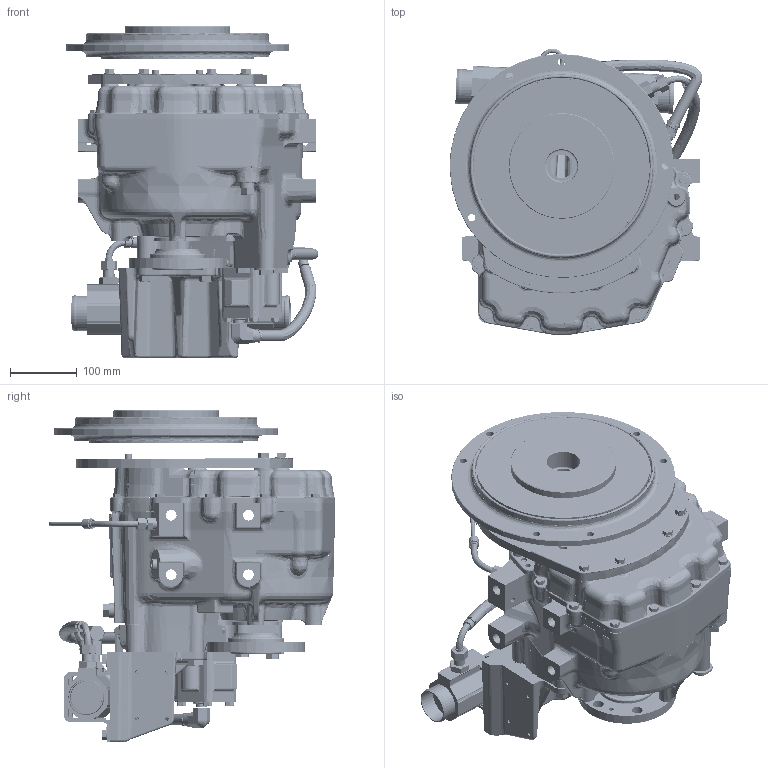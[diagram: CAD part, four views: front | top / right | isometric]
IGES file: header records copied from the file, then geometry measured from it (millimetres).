
Start section: SolidWorks IGES file using analytic representation for surfaces
Global section: file name: PX13021E.IGS; native system: SolidWorks 2010; preprocessor: SolidWorks 2010; author: DVandooren; date: 160429.151217; units: millimetre
Bounding box: 377.76 x 429.04 x 496.5 mm (x, y, z)
Surface area: 1410741.5 mm2 (no closed solid volume)
Topology: 0 solids, 0 shells, 3296 faces, 57397 edges, 57282 vertices
Faces by surface type: bspline 1923, revolution 1373
